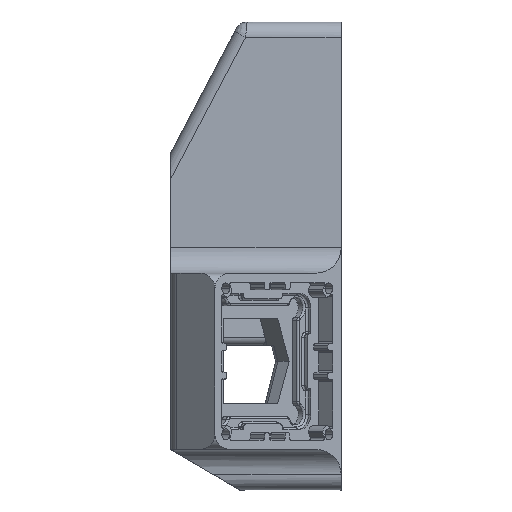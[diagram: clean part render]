
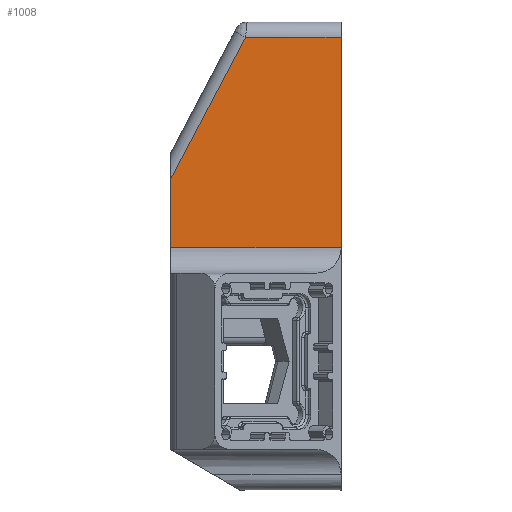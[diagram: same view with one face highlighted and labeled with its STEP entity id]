
A CAD part, front view. The second image highlights one B-rep face of the part: STEP entity #1008.
In plain terms, the highlighted planar face has unit normal (0, -1, 0).
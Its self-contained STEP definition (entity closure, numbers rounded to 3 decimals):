
#560=PLANE('',#24536);
#1008=ADVANCED_FACE('',(#2104),#560,.T.);
#2104=FACE_OUTER_BOUND('',#3200,.F.);
#3200=EDGE_LOOP('',(#4382,#4383,#4384,#4385,#4386));
#4382=ORIENTED_EDGE('',*,*,#14756,.T.);
#4383=ORIENTED_EDGE('',*,*,#14765,.F.);
#4384=ORIENTED_EDGE('',*,*,#14744,.F.);
#4385=ORIENTED_EDGE('',*,*,#14698,.T.);
#4386=ORIENTED_EDGE('',*,*,#14766,.T.);
#14698=EDGE_CURVE('',#23130,#23125,#17748,.T.);
#14744=EDGE_CURVE('',#23130,#23076,#17763,.T.);
#14756=EDGE_CURVE('',#23077,#23098,#17772,.T.);
#14765=EDGE_CURVE('',#23076,#23098,#17781,.T.);
#14766=EDGE_CURVE('',#23125,#23077,#17782,.T.);
#17748=LINE('',#34515,#19530);
#17763=LINE('',#34953,#19545);
#17772=LINE('',#34965,#19554);
#17781=LINE('',#34974,#19563);
#17782=LINE('',#34975,#19564);
#19530=VECTOR('',#25724,39.542);
#19545=VECTOR('',#25753,17.009);
#19554=VECTOR('',#25768,52.);
#19563=VECTOR('',#25777,42.);
#19564=VECTOR('',#25778,23.584);
#23076=VERTEX_POINT('',#33860);
#23077=VERTEX_POINT('',#33861);
#23098=VERTEX_POINT('',#33882);
#23125=VERTEX_POINT('',#33909);
#23130=VERTEX_POINT('',#33914);
#24536=AXIS2_PLACEMENT_3D('',#38615,#29865,#29866);
#25724=DIRECTION('',(0.466,0.,0.885));
#25753=DIRECTION('',(0.,0.,-1.));
#25768=DIRECTION('',(0.,0.,-1.));
#25777=DIRECTION('',(1.,0.,0.));
#25778=DIRECTION('',(1.,0.,0.));
#29865=DIRECTION('',(0.,-1.,0.));
#29866=DIRECTION('',(0.,0.,-1.));
#33860=CARTESIAN_POINT('',(32.865,-222.277,2.));
#33861=CARTESIAN_POINT('',(74.865,-222.277,54.));
#33882=CARTESIAN_POINT('',(74.865,-222.277,2.));
#33909=CARTESIAN_POINT('',(51.281,-222.277,54.));
#33914=CARTESIAN_POINT('',(32.865,-222.277,19.009));
#34515=CARTESIAN_POINT('',(32.865,-222.277,19.009));
#34953=CARTESIAN_POINT('',(32.865,-222.277,19.009));
#34965=CARTESIAN_POINT('',(74.865,-222.277,54.));
#34974=CARTESIAN_POINT('',(32.865,-222.277,2.));
#34975=CARTESIAN_POINT('',(51.281,-222.277,54.));
#38615=CARTESIAN_POINT('',(32.345,-222.277,54.52));
